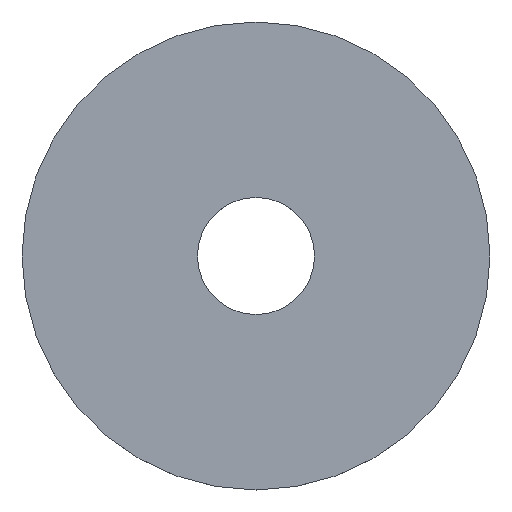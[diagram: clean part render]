
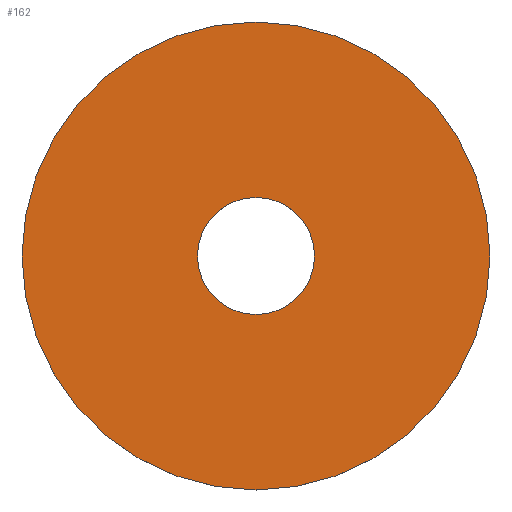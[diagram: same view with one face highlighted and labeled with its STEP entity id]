
A CAD part, top view. The second image highlights one B-rep face of the part: STEP entity #162.
In plain terms, the highlighted planar face has unit normal (0, 0, 1).
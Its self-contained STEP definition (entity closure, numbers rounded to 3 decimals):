
#18 = CARTESIAN_POINT ( 'NONE',  ( 0., 5., 1. ) ) ;
#23 = CARTESIAN_POINT ( 'NONE',  ( 0., 0., 1. ) ) ;
#25 = CARTESIAN_POINT ( 'NONE',  ( 0., 5., 1. ) ) ;
#27 = EDGE_CURVE ( 'NONE', #132, #132, #161, .T. ) ;
#34 = DIRECTION ( 'NONE',  ( 0., 1., 0. ) ) ;
#36 = DIRECTION ( 'NONE',  ( 0., -1., 0. ) ) ;
#37 = DIRECTION ( 'NONE',  ( 0., 1., 0. ) ) ;
#39 = FACE_OUTER_BOUND ( 'NONE', #98, .T. ) ;
#49 = PLANE ( 'NONE',  #130 ) ;
#65 = EDGE_CURVE ( 'NONE', #166, #166, #135, .T. ) ;
#73 = ORIENTED_EDGE ( 'NONE', *, *, #65, .T. ) ;
#86 = DIRECTION ( 'NONE',  ( 0., 0., -1. ) ) ;
#97 = DIRECTION ( 'NONE',  ( 0., 0., -1. ) ) ;
#98 = EDGE_LOOP ( 'NONE', ( #144 ) ) ;
#124 = AXIS2_PLACEMENT_3D ( 'NONE', #23, #86, #37 ) ;
#127 = CARTESIAN_POINT ( 'NONE',  ( 0., 0., 1. ) ) ;
#128 = EDGE_LOOP ( 'NONE', ( #73 ) ) ;
#130 = AXIS2_PLACEMENT_3D ( 'NONE', #18, #147, #36 ) ;
#131 = CARTESIAN_POINT ( 'NONE',  ( 0., 20., 1. ) ) ;
#132 = VERTEX_POINT ( 'NONE', #131 ) ;
#135 = CIRCLE ( 'NONE', #151, 5. ) ;
#141 = FACE_BOUND ( 'NONE', #128, .T. ) ;
#144 = ORIENTED_EDGE ( 'NONE', *, *, #27, .F. ) ;
#147 = DIRECTION ( 'NONE',  ( 0., 0., 1. ) ) ;
#151 = AXIS2_PLACEMENT_3D ( 'NONE', #127, #97, #34 ) ;
#161 = CIRCLE ( 'NONE', #124, 20. ) ;
#162 = ADVANCED_FACE ( 'NONE', ( #141, #39 ), #49, .T. ) ;
#166 = VERTEX_POINT ( 'NONE', #25 ) ;
